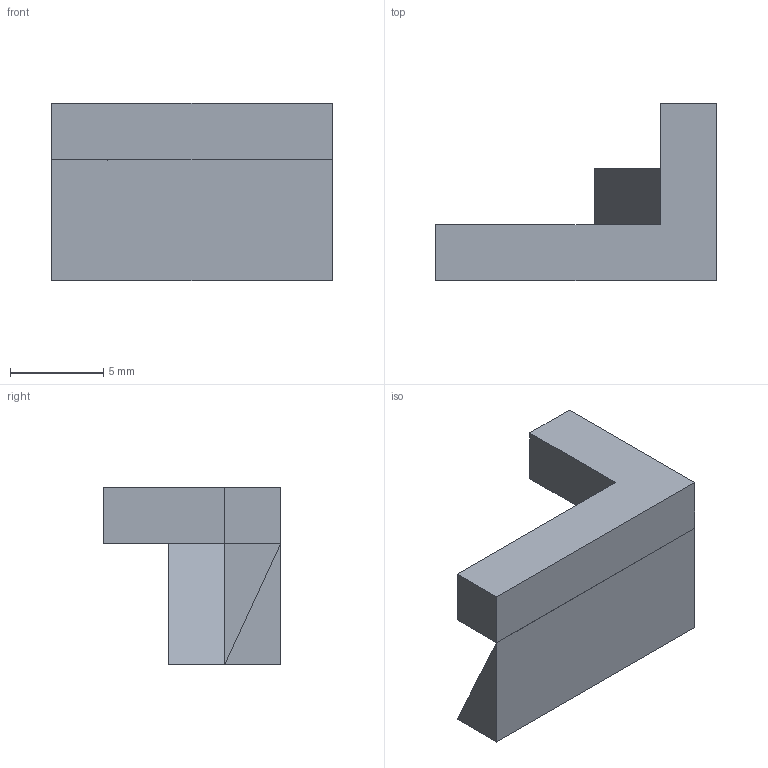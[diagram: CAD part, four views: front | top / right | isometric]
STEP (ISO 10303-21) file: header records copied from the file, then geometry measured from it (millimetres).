
FILE_DESCRIPTION (( 'STEP AP203' ), '1' );
FILE_NAME ('Peça F .STEP', '2023-12-08T10:00:26', ( '' ), ( '' ), 'SwSTEP 2.0', 'SolidWorks 2017', '' );
FILE_SCHEMA (( 'CONFIG_CONTROL_DESIGN' ));
Length unit declared in the file: millimetre
Products named in the file (1): Pe蓷 F 
Bounding box: 15 x 9.5 x 9.5 mm (x, y, z)
Volume: 549.4 mm3; surface area: 724.9 mm2
Topology: 3 solids, 3 shells, 22 faces, 46 edges, 30 vertices
Faces by surface type: plane 22
Entity records: 647 total; most frequent: CARTESIAN_POINT 99, DIRECTION 92, ORIENTED_EDGE 92, EDGE_CURVE 46, VECTOR 46, LINE 46, VERTEX_POINT 30, AXIS2_PLACEMENT_3D 23
